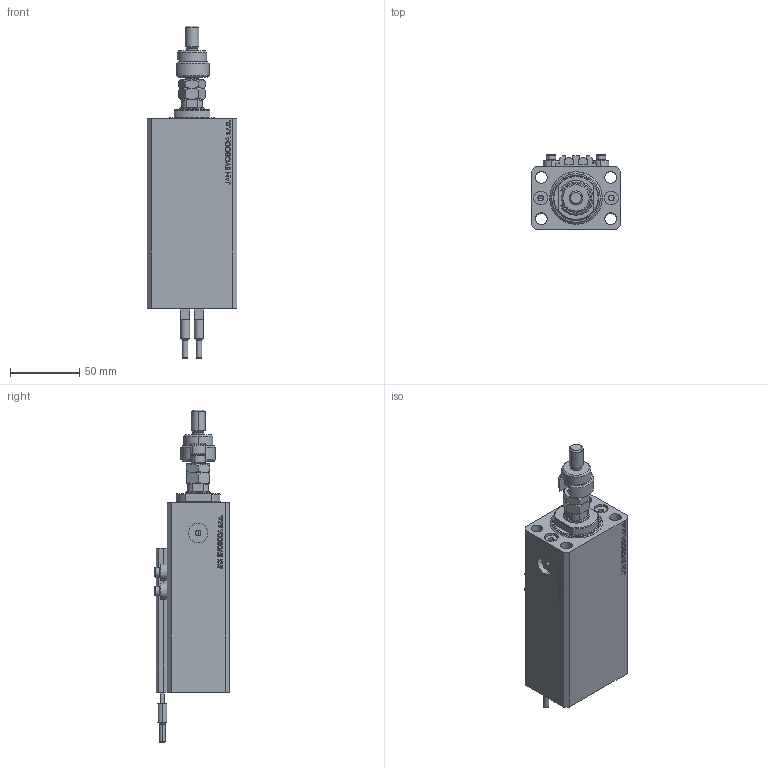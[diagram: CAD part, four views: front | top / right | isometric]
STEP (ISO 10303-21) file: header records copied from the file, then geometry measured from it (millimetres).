
FILE_DESCRIPTION (( 'STEP AP203' ), '1' );
FILE_NAME ('b5b0.STEP', '2022-04-09T15:16:57', ( '' ), ( '' ), 'SwSTEP 2.0', 'SolidWorks 2019', '' );
FILE_SCHEMA (( 'CONFIG_CONTROL_DESIGN' ));
Length unit declared in the file: millimetre
Products named in the file (9): DFA fa9c280f80cc575751fdbf40bb0fe809; SWITCH_V250CE fa9c280f80cc575751fdbf40bb0fe809; ALLEN BOLT V250CE fa9c280f80cc575751fdbf40bb0fe809; V250CE_C_VCP fa9c280f80cc575751fdbf40bb0fe809; V250CE_C_Body fa9c280f80cc575751fdbf40bb0fe809; b5b0; V250CE_VC_C fa9c280f80cc575751fdbf40bb0fe809; MFA fa9c280f80cc575751fdbf40bb0fe809; FEMALE_PART_FOR_DFA fa9c280f80cc575751fdbf40bb0fe809
Assembly tree (12 placements, depth 3):
  b5b0
    V250CE_C_Body fa9c280f80cc575751fdbf40bb0fe809
    ALLEN BOLT V250CE fa9c280f80cc575751fdbf40bb0fe809  x4
    V250CE_C_VCP fa9c280f80cc575751fdbf40bb0fe809
    V250CE_VC_C fa9c280f80cc575751fdbf40bb0fe809
    DFA fa9c280f80cc575751fdbf40bb0fe809
      FEMALE_PART_FOR_DFA fa9c280f80cc575751fdbf40bb0fe809
      MFA fa9c280f80cc575751fdbf40bb0fe809
    SWITCH_V250CE fa9c280f80cc575751fdbf40bb0fe809  x2
Bounding box: 65 x 54 x 239.9 mm (x, y, z)
Volume: 381443.9 mm3; surface area: 100959.2 mm2
Topology: 12 solids, 12 shells, 1170 faces, 2891 edges, 1865 vertices
Faces by surface type: plane 563, bspline 374, cylinder 111, cone 100, torus 22
Entity records: 50851 total; most frequent: CARTESIAN_POINT 26707, ORIENTED_EDGE 5364, DIRECTION 3538, EDGE_CURVE 2682, VERTEX_POINT 1751, VECTOR 1574, LINE 1574, EDGE_LOOP 1195
